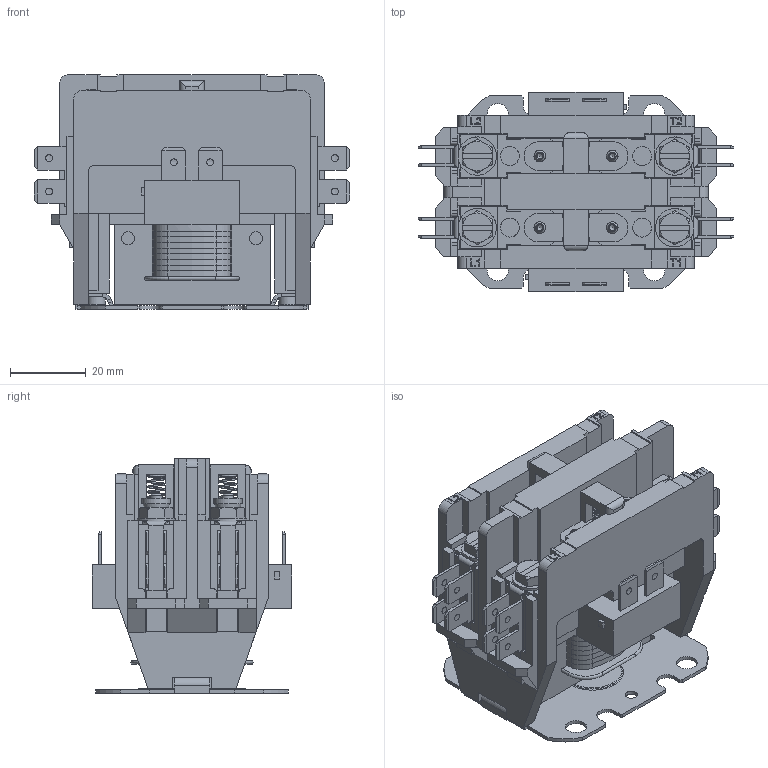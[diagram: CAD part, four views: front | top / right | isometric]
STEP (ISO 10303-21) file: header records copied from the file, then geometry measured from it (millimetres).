
FILE_DESCRIPTION(/* description */ (''),/* implementation_level */ '2;1');
FILE_NAME(/* name */ 'HCCY2XT02AA400.stp',/* time_stamp */ '2014-07-21T13:25:22-05:00',/* author */ ('bshaw'),/* organization */ (''),/* preprocessor_version */ 'ST-DEVELOPER v15.2',/* originating_system */ 'Autodesk Inventor 2014',/* authorisation */ '');
FILE_SCHEMA (('AUTOMOTIVE_DESIGN { 1 0 10303 214 3 1 1 }'));
Products named in the file (1): HCC_2X SCR
Bounding box: 83.13 x 52.7 x 62 mm (x, y, z)
Volume: 103172 mm3; surface area: 38252.6 mm2
Topology: 3 solids, 12 shells, 1585 faces, 4147 edges, 2668 vertices
Faces by surface type: plane 995, cylinder 371, torus 85, sphere 56, bspline 50, cone 28
Full cylindrical faces by diameter (mm): 3.05 x8, 3.1 x8, 3.22 x2, 3.4 x4, 3.5 x2, 4.95 x6, 5.5 x4, 6.5 x4, 7 x4, 10.1 x4
Entity records: 53667 total; most frequent: CARTESIAN_POINT 13229, ORIENTED_EDGE 8038, DIRECTION 7888, EDGE_CURVE 4019, LINE 2830, VECTOR 2830, VERTEX_POINT 2636, AXIS2_PLACEMENT_3D 2529
